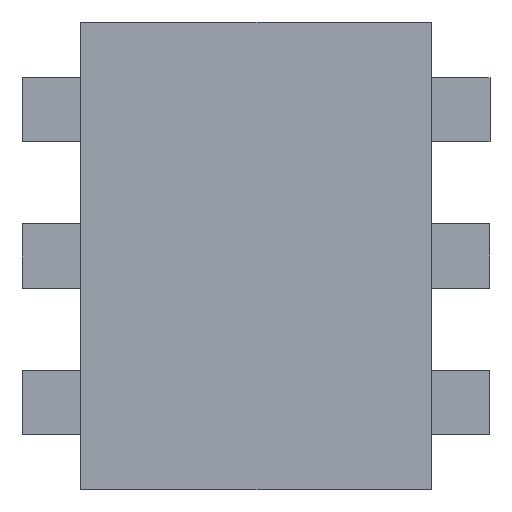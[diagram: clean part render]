
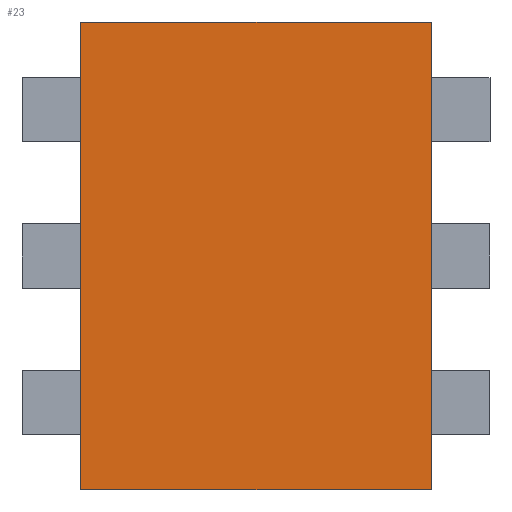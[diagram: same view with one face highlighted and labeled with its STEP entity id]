
A CAD part, front view. The second image highlights one B-rep face of the part: STEP entity #23.
In plain terms, the highlighted planar face has unit normal (0, -1, 0).
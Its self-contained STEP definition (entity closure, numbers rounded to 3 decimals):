
#21 = CARTESIAN_POINT ( 'NONE',  ( 0.6, 0., 0.8 ) ) ;
#23 = ADVANCED_FACE ( 'NONE', ( #1295 ), #530, .T. ) ;
#52 = DIRECTION ( 'NONE',  ( 0., 0., 1. ) ) ;
#55 = CARTESIAN_POINT ( 'NONE',  ( -0.6, 0., -0.8 ) ) ;
#115 = LINE ( 'NONE', #613, #1226 ) ;
#118 = VERTEX_POINT ( 'NONE', #990 ) ;
#188 = AXIS2_PLACEMENT_3D ( 'NONE', #1088, #1099, #431 ) ;
#226 = ORIENTED_EDGE ( 'NONE', *, *, #504, .F. ) ;
#270 = EDGE_LOOP ( 'NONE', ( #226, #1094, #934, #747 ) ) ;
#431 = DIRECTION ( 'NONE',  ( 0., 0., -1. ) ) ;
#474 = VECTOR ( 'NONE', #52, 1000. ) ;
#489 = DIRECTION ( 'NONE',  ( 0., 0., -1. ) ) ;
#504 = EDGE_CURVE ( 'NONE', #118, #790, #742, .T. ) ;
#509 = VECTOR ( 'NONE', #1330, 1000. ) ;
#522 = CARTESIAN_POINT ( 'NONE',  ( -0.6, 0., 0.8 ) ) ;
#530 = PLANE ( 'NONE',  #188 ) ;
#575 = EDGE_CURVE ( 'NONE', #1206, #595, #1243, .T. ) ;
#595 = VERTEX_POINT ( 'NONE', #740 ) ;
#613 = CARTESIAN_POINT ( 'NONE',  ( -0.6, 0., -0.8 ) ) ;
#725 = EDGE_CURVE ( 'NONE', #790, #1206, #115, .T. ) ;
#740 = CARTESIAN_POINT ( 'NONE',  ( -0.6, 0., 0.8 ) ) ;
#742 = LINE ( 'NONE', #21, #1282 ) ;
#747 = ORIENTED_EDGE ( 'NONE', *, *, #725, .F. ) ;
#790 = VERTEX_POINT ( 'NONE', #1209 ) ;
#934 = ORIENTED_EDGE ( 'NONE', *, *, #575, .F. ) ;
#990 = CARTESIAN_POINT ( 'NONE',  ( 0.6, 0., 0.8 ) ) ;
#1088 = CARTESIAN_POINT ( 'NONE',  ( 0., 0., 0. ) ) ;
#1094 = ORIENTED_EDGE ( 'NONE', *, *, #1413, .F. ) ;
#1099 = DIRECTION ( 'NONE',  ( 0., -1., 0. ) ) ;
#1176 = DIRECTION ( 'NONE',  ( -1., 0., 0. ) ) ;
#1206 = VERTEX_POINT ( 'NONE', #55 ) ;
#1209 = CARTESIAN_POINT ( 'NONE',  ( 0.6, 0., -0.8 ) ) ;
#1212 = LINE ( 'NONE', #1335, #509 ) ;
#1226 = VECTOR ( 'NONE', #1176, 1000. ) ;
#1243 = LINE ( 'NONE', #522, #474 ) ;
#1282 = VECTOR ( 'NONE', #489, 1000. ) ;
#1295 = FACE_OUTER_BOUND ( 'NONE', #270, .T. ) ;
#1330 = DIRECTION ( 'NONE',  ( 1., 0., 0. ) ) ;
#1335 = CARTESIAN_POINT ( 'NONE',  ( -0.6, 0., 0.8 ) ) ;
#1413 = EDGE_CURVE ( 'NONE', #595, #118, #1212, .T. ) ;
